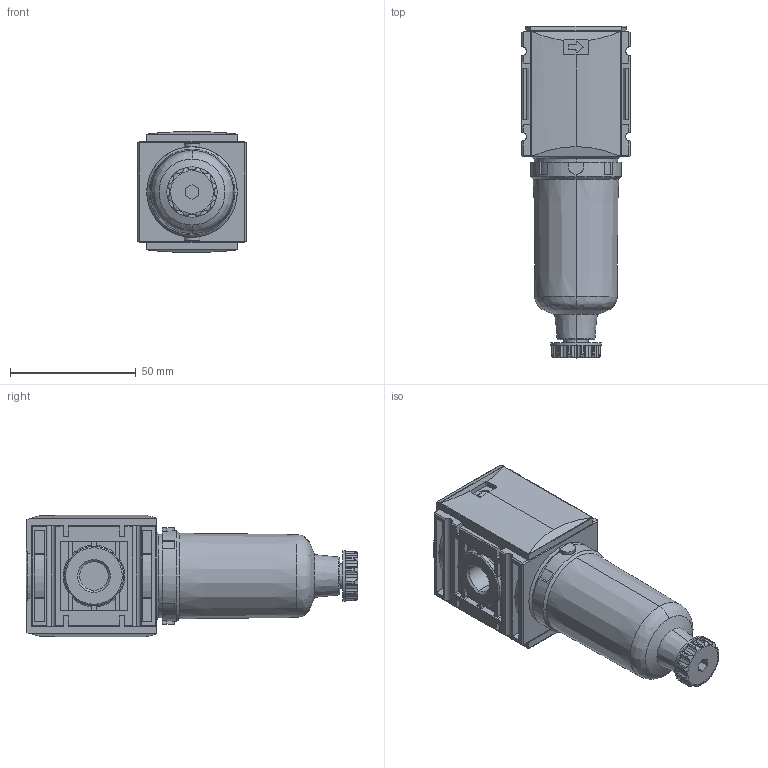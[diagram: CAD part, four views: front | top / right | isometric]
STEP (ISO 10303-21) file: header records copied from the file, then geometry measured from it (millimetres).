
FILE_DESCRIPTION (( 'STEP AP214' ), '1' );
FILE_NAME ('KN-KCFI114.STEP', '2018-08-29T11:22:05', ( '' ), ( '' ), 'SwSTEP 2.0', 'SolidWorks 2018', '' );
FILE_SCHEMA (( 'AUTOMOTIVE_DESIGN' ));
Length unit declared in the file: millimetre
Products named in the file (1): KN-KCFI114
Bounding box: 43 x 132 x 48.16 mm (x, y, z)
Volume: 154242 mm3; surface area: 27102 mm2
Topology: 2 solids, 2 shells, 489 faces, 1368 edges, 901 vertices
Faces by surface type: plane 245, cylinder 192, bspline 32, cone 20
Entity records: 22494 total; most frequent: CARTESIAN_POINT 4675, ORIENTED_EDGE 2736, DIRECTION 2488, EDGE_CURVE 1368, VERTEX_POINT 901, AXIS2_PLACEMENT_3D 851, VECTOR 786, LINE 786
